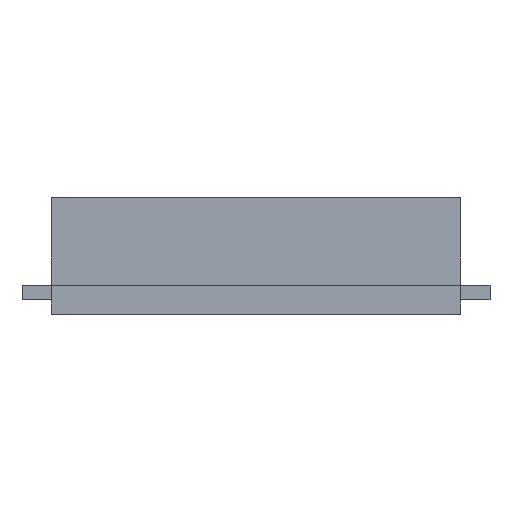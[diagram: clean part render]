
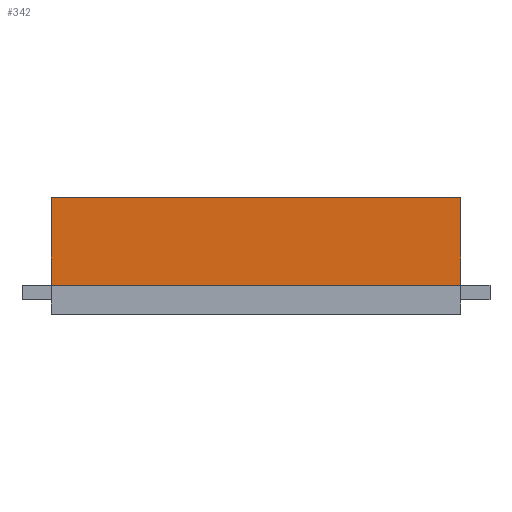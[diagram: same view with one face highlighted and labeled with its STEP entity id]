
A CAD part, top view. The second image highlights one B-rep face of the part: STEP entity #342.
In plain terms, the highlighted planar face has unit normal (0, 0, 1).
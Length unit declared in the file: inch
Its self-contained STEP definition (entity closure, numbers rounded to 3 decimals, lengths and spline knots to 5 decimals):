
#28=FACE_OUTER_BOUND('',#46,.T.);
#46=EDGE_LOOP('',(#281,#282,#283,#284));
#81=LINE('',#534,#127);
#85=LINE('',#543,#131);
#92=LINE('',#555,#138);
#93=LINE('',#556,#139);
#127=VECTOR('',#437,0.3937);
#131=VECTOR('',#445,0.3937);
#138=VECTOR('',#456,0.3937);
#139=VECTOR('',#457,0.3937);
#163=VERTEX_POINT('',#527);
#166=VERTEX_POINT('',#532);
#169=VERTEX_POINT('',#542);
#172=VERTEX_POINT('',#554);
#203=EDGE_CURVE('',#166,#163,#81,.T.);
#207=EDGE_CURVE('',#169,#166,#85,.T.);
#214=EDGE_CURVE('',#163,#172,#92,.T.);
#215=EDGE_CURVE('',#172,#169,#93,.T.);
#281=ORIENTED_EDGE('',*,*,#214,.F.);
#282=ORIENTED_EDGE('',*,*,#203,.F.);
#283=ORIENTED_EDGE('',*,*,#207,.F.);
#284=ORIENTED_EDGE('',*,*,#215,.F.);
#324=PLANE('',#380);
#342=ADVANCED_FACE('',(#28),#324,.T.);
#380=AXIS2_PLACEMENT_3D('',#553,#454,#455);
#437=DIRECTION('',(0.,-1.,0.));
#445=DIRECTION('',(1.,0.,0.));
#454=DIRECTION('center_axis',(0.,0.,1.));
#455=DIRECTION('ref_axis',(1.,0.,0.));
#456=DIRECTION('',(-1.,0.,0.));
#457=DIRECTION('',(0.,1.,0.));
#527=CARTESIAN_POINT('',(3.5,0.25,0.));
#532=CARTESIAN_POINT('',(3.5,1.75,0.));
#534=CARTESIAN_POINT('',(3.5,1.75,0.));
#542=CARTESIAN_POINT('',(-3.5,1.75,0.));
#543=CARTESIAN_POINT('',(-3.5,1.75,0.));
#553=CARTESIAN_POINT('Origin',(0.,0.,
0.));
#554=CARTESIAN_POINT('',(-3.5,0.25,0.));
#555=CARTESIAN_POINT('',(3.5,0.25,0.));
#556=CARTESIAN_POINT('',(-3.5,-0.25,0.));
